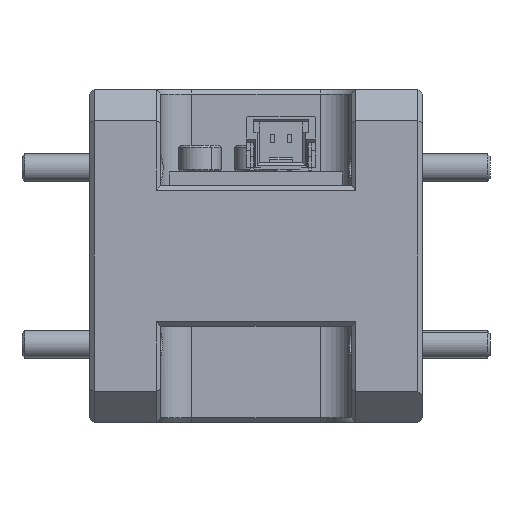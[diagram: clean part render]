
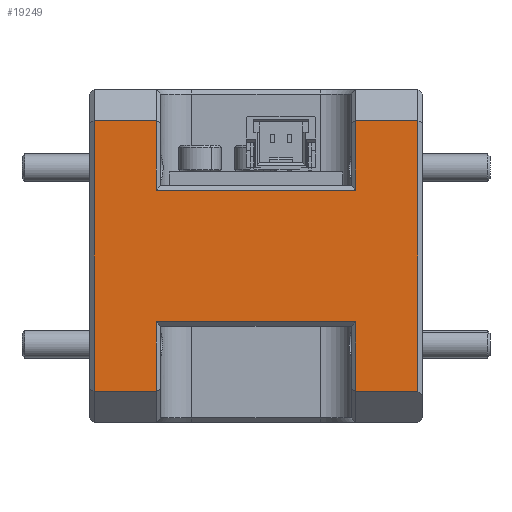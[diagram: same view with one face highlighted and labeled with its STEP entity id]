
A CAD part, left-side view. The second image highlights one B-rep face of the part: STEP entity #19249.
In plain terms, the highlighted planar face has unit normal (-1, 0, 0).
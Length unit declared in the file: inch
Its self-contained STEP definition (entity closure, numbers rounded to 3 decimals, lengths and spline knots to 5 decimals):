
#420 = CARTESIAN_POINT ( 'NONE',  ( -2.12343, -0.38054, 1.02829 ) ) ;
#1050 = DIRECTION ( 'NONE',  ( 1., 0., 0. ) ) ;
#1611 = EDGE_CURVE ( 'NONE', #19838, #28500, #26539, .T. ) ;
#1809 = EDGE_CURVE ( 'NONE', #24128, #19838, #31553, .T. ) ;
#2546 = VECTOR ( 'NONE', #14232, 39.37008 ) ;
#3122 = DIRECTION ( 'NONE',  ( 0., 0., -1. ) ) ;
#3364 = CARTESIAN_POINT ( 'NONE',  ( -2.12343, -0.52054, 1.33329 ) ) ;
#3539 = DIRECTION ( 'NONE',  ( 0., 1., 0. ) ) ;
#3626 = PLANE ( 'NONE',  #8412 ) ;
#4179 = DIRECTION ( 'NONE',  ( 0., 1., 0. ) ) ;
#4473 = VECTOR ( 'NONE', #7173, 39.37008 ) ;
#4629 = DIRECTION ( 'NONE',  ( 0., 0., 1. ) ) ;
#4960 = CARTESIAN_POINT ( 'NONE',  ( -2.12343, -0.52054, 1.02829 ) ) ;
#5112 = ORIENTED_EDGE ( 'NONE', *, *, #15701, .T. ) ;
#5147 = VERTEX_POINT ( 'NONE', #31712 ) ;
#5838 = VECTOR ( 'NONE', #15900, 39.37008 ) ;
#6382 = ORIENTED_EDGE ( 'NONE', *, *, #9206, .T. ) ;
#6384 = VECTOR ( 'NONE', #24281, 39.37008 ) ;
#7041 = VERTEX_POINT ( 'NONE', #8683 ) ;
#7103 = LINE ( 'NONE', #25447, #32574 ) ;
#7173 = DIRECTION ( 'NONE',  ( 0., -1., 0. ) ) ;
#7223 = DIRECTION ( 'NONE',  ( 0., 1., 0. ) ) ;
#7654 = CARTESIAN_POINT ( 'NONE',  ( -2.12343, 0.20946, 0.72329 ) ) ;
#8166 = VECTOR ( 'NONE', #7223, 39.37008 ) ;
#8404 = VECTOR ( 'NONE', #3539, 39.37008 ) ;
#8412 = AXIS2_PLACEMENT_3D ( 'NONE', #8579, #1050, #24554 ) ;
#8579 = CARTESIAN_POINT ( 'NONE',  ( -2.12343, 0.21946, 1.02829 ) ) ;
#8683 = CARTESIAN_POINT ( 'NONE',  ( -2.12343, 0.06946, 0.72329 ) ) ;
#9206 = EDGE_CURVE ( 'NONE', #31660, #21094, #22802, .T. ) ;
#9243 = VERTEX_POINT ( 'NONE', #7654 ) ;
#9323 = ORIENTED_EDGE ( 'NONE', *, *, #16168, .T. ) ;
#9478 = ORIENTED_EDGE ( 'NONE', *, *, #12366, .T. ) ;
#11197 = EDGE_CURVE ( 'NONE', #7041, #31660, #7103, .T. ) ;
#11506 = EDGE_CURVE ( 'NONE', #20351, #5147, #12007, .T. ) ;
#12007 = LINE ( 'NONE', #20146, #8166 ) ;
#12366 = EDGE_CURVE ( 'NONE', #5147, #14611, #18100, .T. ) ;
#12371 = DIRECTION ( 'NONE',  ( 0., 0., 1. ) ) ;
#13723 = LINE ( 'NONE', #18643, #28461 ) ;
#13894 = VECTOR ( 'NONE', #4629, 39.37008 ) ;
#14232 = DIRECTION ( 'NONE',  ( 0., -1., 0. ) ) ;
#14267 = CARTESIAN_POINT ( 'NONE',  ( -2.12343, 0.21946, 1.17679 ) ) ;
#14611 = VERTEX_POINT ( 'NONE', #14716 ) ;
#14716 = CARTESIAN_POINT ( 'NONE',  ( -2.12343, -0.38054, 1.17679 ) ) ;
#15338 = ORIENTED_EDGE ( 'NONE', *, *, #26829, .T. ) ;
#15536 = CARTESIAN_POINT ( 'NONE',  ( -2.12343, 0.06946, 0.87979 ) ) ;
#15701 = EDGE_CURVE ( 'NONE', #28087, #20351, #25690, .T. ) ;
#15773 = ORIENTED_EDGE ( 'NONE', *, *, #1809, .T. ) ;
#15900 = DIRECTION ( 'NONE',  ( 0., 0., 1. ) ) ;
#16168 = EDGE_CURVE ( 'NONE', #28500, #9243, #13723, .T. ) ;
#17003 = LINE ( 'NONE', #14267, #8404 ) ;
#17065 = LINE ( 'NONE', #17556, #4473 ) ;
#17334 = VECTOR ( 'NONE', #20237, 39.37008 ) ;
#17556 = CARTESIAN_POINT ( 'NONE',  ( -2.12343, 0.21946, 0.72329 ) ) ;
#17783 = EDGE_CURVE ( 'NONE', #26536, #28087, #21863, .T. ) ;
#17925 = CARTESIAN_POINT ( 'NONE',  ( -2.12343, -0.38054, 0.87979 ) ) ;
#18100 = LINE ( 'NONE', #31390, #18683 ) ;
#18278 = CARTESIAN_POINT ( 'NONE',  ( -2.12343, 0.06946, 1.40329 ) ) ;
#18643 = CARTESIAN_POINT ( 'NONE',  ( -2.12343, 0.20946, 1.02829 ) ) ;
#18683 = VECTOR ( 'NONE', #3122, 39.37008 ) ;
#18998 = CARTESIAN_POINT ( 'NONE',  ( -2.12343, 0.06946, 1.33329 ) ) ;
#19019 = EDGE_LOOP ( 'NONE', ( #30470, #5112, #29167, #9478, #28133, #15773, #27176, #9323, #21881, #25606, #6382, #15338 ) ) ;
#19249 = ADVANCED_FACE ( 'NONE', ( #26899 ), #3626, .F. ) ;
#19838 = VERTEX_POINT ( 'NONE', #18998 ) ;
#20146 = CARTESIAN_POINT ( 'NONE',  ( -2.12343, -0.37054, 1.33329 ) ) ;
#20237 = DIRECTION ( 'NONE',  ( 0., -1., 0. ) ) ;
#20351 = VERTEX_POINT ( 'NONE', #3364 ) ;
#20416 = CARTESIAN_POINT ( 'NONE',  ( -2.12343, 0.21946, 0.87979 ) ) ;
#20918 = CARTESIAN_POINT ( 'NONE',  ( -2.12343, 0.21946, 1.33329 ) ) ;
#21025 = CARTESIAN_POINT ( 'NONE',  ( -2.12343, -0.52054, 0.72329 ) ) ;
#21094 = VERTEX_POINT ( 'NONE', #17925 ) ;
#21406 = CARTESIAN_POINT ( 'NONE',  ( -2.12343, 0.06946, 1.17679 ) ) ;
#21630 = CARTESIAN_POINT ( 'NONE',  ( -2.12343, 0.20946, 1.33329 ) ) ;
#21863 = LINE ( 'NONE', #29668, #2546 ) ;
#21881 = ORIENTED_EDGE ( 'NONE', *, *, #22792, .T. ) ;
#22792 = EDGE_CURVE ( 'NONE', #9243, #7041, #17065, .T. ) ;
#22802 = LINE ( 'NONE', #20416, #17334 ) ;
#24083 = DIRECTION ( 'NONE',  ( 0., 0., -1. ) ) ;
#24092 = LINE ( 'NONE', #420, #6384 ) ;
#24128 = VERTEX_POINT ( 'NONE', #21406 ) ;
#24281 = DIRECTION ( 'NONE',  ( 0., 0., -1. ) ) ;
#24554 = DIRECTION ( 'NONE',  ( 0., 0., -1. ) ) ;
#25447 = CARTESIAN_POINT ( 'NONE',  ( -2.12343, 0.06946, 1.02829 ) ) ;
#25606 = ORIENTED_EDGE ( 'NONE', *, *, #11197, .T. ) ;
#25690 = LINE ( 'NONE', #4960, #13894 ) ;
#26536 = VERTEX_POINT ( 'NONE', #32538 ) ;
#26539 = LINE ( 'NONE', #20918, #30813 ) ;
#26829 = EDGE_CURVE ( 'NONE', #21094, #26536, #24092, .T. ) ;
#26899 = FACE_OUTER_BOUND ( 'NONE', #19019, .T. ) ;
#27176 = ORIENTED_EDGE ( 'NONE', *, *, #1611, .T. ) ;
#28087 = VERTEX_POINT ( 'NONE', #21025 ) ;
#28133 = ORIENTED_EDGE ( 'NONE', *, *, #30741, .T. ) ;
#28461 = VECTOR ( 'NONE', #24083, 39.37008 ) ;
#28500 = VERTEX_POINT ( 'NONE', #21630 ) ;
#29167 = ORIENTED_EDGE ( 'NONE', *, *, #11506, .T. ) ;
#29668 = CARTESIAN_POINT ( 'NONE',  ( -2.12343, 0.21946, 0.72329 ) ) ;
#30470 = ORIENTED_EDGE ( 'NONE', *, *, #17783, .T. ) ;
#30741 = EDGE_CURVE ( 'NONE', #14611, #24128, #17003, .T. ) ;
#30813 = VECTOR ( 'NONE', #4179, 39.37008 ) ;
#31390 = CARTESIAN_POINT ( 'NONE',  ( -2.12343, -0.38054, 1.40329 ) ) ;
#31553 = LINE ( 'NONE', #18278, #5838 ) ;
#31660 = VERTEX_POINT ( 'NONE', #15536 ) ;
#31712 = CARTESIAN_POINT ( 'NONE',  ( -2.12343, -0.38054, 1.33329 ) ) ;
#32538 = CARTESIAN_POINT ( 'NONE',  ( -2.12343, -0.38054, 0.72329 ) ) ;
#32574 = VECTOR ( 'NONE', #12371, 39.37008 ) ;
